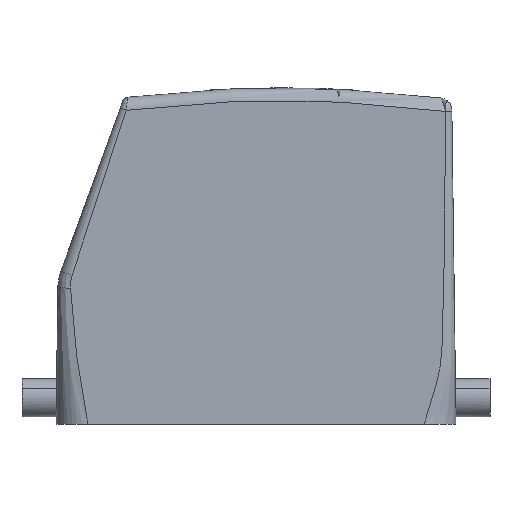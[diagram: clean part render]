
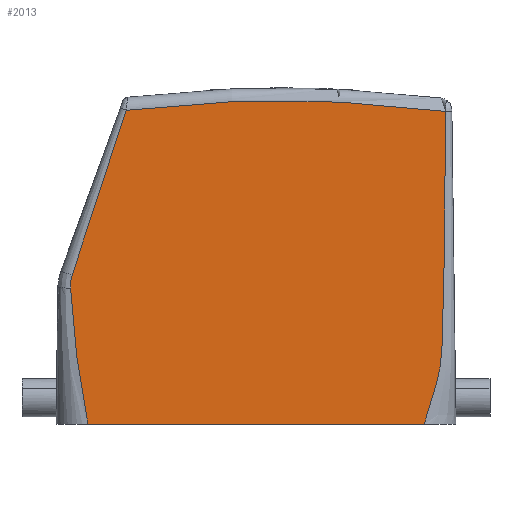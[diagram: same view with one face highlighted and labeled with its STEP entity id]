
A CAD part, left-side view. The second image highlights one B-rep face of the part: STEP entity #2013.
In plain terms, the highlighted planar face has unit normal (-1, 0, 0).
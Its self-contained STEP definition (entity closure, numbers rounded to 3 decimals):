
#1944=AXIS2_PLACEMENT_3D('Plane Axis2P3D',#1941,#1942,#1943) ;
#1948=AXIS2_PLACEMENT_3D('Circle Axis2P3D',#1946,#1947,$) ;
#889=CARTESIAN_POINT('Vertex',(0.,15.471,0.)) ;
#894=CARTESIAN_POINT('Line Origine',(0.,54.994,0.)) ;
#898=CARTESIAN_POINT('Vertex',(0.,94.516,0.)) ;
#1890=CARTESIAN_POINT('Vertex',(0.,10.46,73.489)) ;
#1894=CARTESIAN_POINT('Control Point',(0.,10.46,73.489)) ;
#1895=CARTESIAN_POINT('Control Point',(0.,10.458,73.057)) ;
#1896=CARTESIAN_POINT('Control Point',(0.,10.457,72.62)) ;
#1897=CARTESIAN_POINT('Control Point',(0.,10.456,72.19)) ;
#1898=CARTESIAN_POINT('Control Point',(0.,10.452,70.79)) ;
#1899=CARTESIAN_POINT('Control Point',(0.,10.449,69.397)) ;
#1900=CARTESIAN_POINT('Control Point',(0.,10.449,68.43)) ;
#1901=CARTESIAN_POINT('Control Point',(0.,10.449,66.502)) ;
#1902=CARTESIAN_POINT('Control Point',(0.,10.452,64.574)) ;
#1903=CARTESIAN_POINT('Control Point',(0.,10.455,63.609)) ;
#1904=CARTESIAN_POINT('Control Point',(0.,10.468,60.284)) ;
#1905=CARTESIAN_POINT('Control Point',(0.,10.491,56.958)) ;
#1906=CARTESIAN_POINT('Control Point',(0.,10.513,54.596)) ;
#1907=CARTESIAN_POINT('Control Point',(0.,10.567,49.872)) ;
#1908=CARTESIAN_POINT('Control Point',(0.,10.636,45.15)) ;
#1909=CARTESIAN_POINT('Control Point',(0.,10.674,42.79)) ;
#1910=CARTESIAN_POINT('Control Point',(0.,10.757,38.071)) ;
#1911=CARTESIAN_POINT('Control Point',(0.,10.852,33.356)) ;
#1912=CARTESIAN_POINT('Control Point',(0.,10.904,31.)) ;
#1913=CARTESIAN_POINT('Control Point',(0.,10.983,27.612)) ;
#1914=CARTESIAN_POINT('Control Point',(0.,11.077,24.224)) ;
#1915=CARTESIAN_POINT('Control Point',(0.,11.107,23.192)) ;
#1916=CARTESIAN_POINT('Control Point',(0.,11.155,21.643)) ;
#1917=CARTESIAN_POINT('Control Point',(0.,11.207,20.095)) ;
#1918=CARTESIAN_POINT('Control Point',(0.,11.225,19.579)) ;
#1919=CARTESIAN_POINT('Control Point',(0.,11.292,17.624)) ;
#1920=CARTESIAN_POINT('Control Point',(0.,11.387,15.67)) ;
#1921=CARTESIAN_POINT('Control Point',(0.,11.547,14.234)) ;
#1922=CARTESIAN_POINT('Control Point',(0.,12.016,11.522)) ;
#1923=CARTESIAN_POINT('Control Point',(0.,12.733,8.846)) ;
#1924=CARTESIAN_POINT('Control Point',(0.,13.116,7.583)) ;
#1925=CARTESIAN_POINT('Control Point',(0.,13.705,5.721)) ;
#1926=CARTESIAN_POINT('Control Point',(0.,14.298,3.859)) ;
#1927=CARTESIAN_POINT('Control Point',(0.,14.489,3.253)) ;
#1928=CARTESIAN_POINT('Control Point',(0.,14.806,2.237)) ;
#1929=CARTESIAN_POINT('Control Point',(0.,15.113,1.219)) ;
#1930=CARTESIAN_POINT('Control Point',(0.,15.233,0.813)) ;
#1931=CARTESIAN_POINT('Control Point',(0.,15.352,0.408)) ;
#1932=CARTESIAN_POINT('Control Point',(0.,15.471,0.)) ;
#1941=CARTESIAN_POINT('Axis2P3D Location',(0.,-9.985,-37.458)) ;
#1946=CARTESIAN_POINT('Axis2P3D Location',(0.,49.,-221.)) ;
#1950=CARTESIAN_POINT('Vertex',(0.,85.52,73.746)) ;
#1954=CARTESIAN_POINT('Control Point',(0.,85.52,73.746)) ;
#1955=CARTESIAN_POINT('Control Point',(0.,85.585,73.558)) ;
#1956=CARTESIAN_POINT('Control Point',(0.,85.649,73.369)) ;
#1957=CARTESIAN_POINT('Control Point',(0.,85.714,73.18)) ;
#1958=CARTESIAN_POINT('Control Point',(0.,87.288,68.58)) ;
#1959=CARTESIAN_POINT('Control Point',(0.,88.853,63.971)) ;
#1960=CARTESIAN_POINT('Control Point',(0.,90.329,59.537)) ;
#1961=CARTESIAN_POINT('Control Point',(0.,92.298,53.548)) ;
#1962=CARTESIAN_POINT('Control Point',(0.,94.238,47.556)) ;
#1963=CARTESIAN_POINT('Control Point',(0.,94.739,46.003)) ;
#1964=CARTESIAN_POINT('Control Point',(0.,95.624,43.249)) ;
#1965=CARTESIAN_POINT('Control Point',(0.,96.502,40.495)) ;
#1966=CARTESIAN_POINT('Control Point',(0.,96.869,39.338)) ;
#1967=CARTESIAN_POINT('Control Point',(0.,97.371,37.748)) ;
#1968=CARTESIAN_POINT('Control Point',(0.,97.868,36.158)) ;
#1969=CARTESIAN_POINT('Control Point',(0.,97.99,35.769)) ;
#1970=CARTESIAN_POINT('Control Point',(0.,98.111,35.38)) ;
#1971=CARTESIAN_POINT('Control Point',(0.,98.231,34.991)) ;
#1972=CARTESIAN_POINT('Vertex',(0.,98.231,34.991)) ;
#1976=CARTESIAN_POINT('Control Point',(0.,98.231,34.991)) ;
#1977=CARTESIAN_POINT('Control Point',(0.,98.405,34.402)) ;
#1978=CARTESIAN_POINT('Control Point',(0.,98.529,33.797)) ;
#1979=CARTESIAN_POINT('Control Point',(0.,98.601,33.184)) ;
#1980=CARTESIAN_POINT('Control Point',(0.,98.618,32.568)) ;
#1981=CARTESIAN_POINT('Control Point',(0.,98.581,31.961)) ;
#1982=CARTESIAN_POINT('Vertex',(0.,98.581,31.961)) ;
#1986=CARTESIAN_POINT('Control Point',(0.,98.581,31.961)) ;
#1987=CARTESIAN_POINT('Control Point',(0.,98.438,28.549)) ;
#1988=CARTESIAN_POINT('Control Point',(0.,98.265,25.135)) ;
#1989=CARTESIAN_POINT('Control Point',(0.,97.933,21.715)) ;
#1990=CARTESIAN_POINT('Control Point',(0.,97.251,16.559)) ;
#1991=CARTESIAN_POINT('Control Point',(0.,96.417,11.42)) ;
#1992=CARTESIAN_POINT('Control Point',(0.,96.121,9.664)) ;
#1993=CARTESIAN_POINT('Control Point',(0.,95.72,7.298)) ;
#1994=CARTESIAN_POINT('Control Point',(0.,95.323,4.931)) ;
#1995=CARTESIAN_POINT('Control Point',(0.,95.22,4.315)) ;
#1996=CARTESIAN_POINT('Control Point',(0.,95.067,3.391)) ;
#1997=CARTESIAN_POINT('Control Point',(0.,94.915,2.466)) ;
#1998=CARTESIAN_POINT('Control Point',(0.,94.865,2.158)) ;
#1999=CARTESIAN_POINT('Control Point',(0.,94.764,1.541)) ;
#2000=CARTESIAN_POINT('Control Point',(0.,94.665,0.925)) ;
#2001=CARTESIAN_POINT('Control Point',(0.,94.615,0.617)) ;
#2002=CARTESIAN_POINT('Control Point',(0.,94.566,0.308)) ;
#2003=CARTESIAN_POINT('Control Point',(0.,94.516,0.)) ;
#895=DIRECTION('Vector Direction',(0.,-1.,0.)) ;
#1942=DIRECTION('Axis2P3D Direction',(-1.,0.,0.)) ;
#1943=DIRECTION('Axis2P3D XDirection',(0.,-0.317,0.949)) ;
#1947=DIRECTION('Axis2P3D Direction',(-1.,0.,0.)) ;
#896=VECTOR('Line Direction',#895,1.) ;
#2006=ORIENTED_EDGE('',*,*,#1952,.T.) ;
#2007=ORIENTED_EDGE('',*,*,#1974,.F.) ;
#2008=ORIENTED_EDGE('',*,*,#1984,.F.) ;
#2009=ORIENTED_EDGE('',*,*,#2004,.F.) ;
#2010=ORIENTED_EDGE('',*,*,#900,.T.) ;
#2011=ORIENTED_EDGE('',*,*,#1933,.T.) ;
#2013=ADVANCED_FACE('Hood',(#2012),#1945,.T.) ;
#1893=B_SPLINE_CURVE_WITH_KNOTS('',5,(#1894,#1895,#1896,#1897,#1898,#1899,#1900,#1901,#1902,#1903,#1904,#1905,#1906,#1907,#1908,#1909,#1910,#1911,#1912,#1913,#1914,#1915,#1916,#1917,#1918,#1919,#1920,#1921,#1922,#1923,#1924,#1925,#1926,#1927,#1928,#1929,#1930,#1931,#1932),.UNSPECIFIED.,.F.,.U.,(6,3,3,3,3,3,3,3,3,3,3,3,6),(8.236,10.397,15.205,20.013,31.789,43.566,55.342,60.507,63.09,70.288,76.773,79.902,82.016),.UNSPECIFIED.) ;
#1953=B_SPLINE_CURVE_WITH_KNOTS('',5,(#1954,#1955,#1956,#1957,#1958,#1959,#1960,#1961,#1962,#1963,#1964,#1965,#1966,#1967,#1968,#1969,#1970,#1971),.UNSPECIFIED.,.F.,.U.,(6,3,3,3,3,6),(0.,1.414,34.405,45.942,54.86,57.747),.UNSPECIFIED.) ;
#1975=B_SPLINE_CURVE_WITH_KNOTS('',5,(#1976,#1977,#1978,#1979,#1980,#1981),.UNSPECIFIED.,.F.,.U.,(6,6),(0.,4.342),.UNSPECIFIED.) ;
#1985=B_SPLINE_CURVE_WITH_KNOTS('',5,(#1986,#1987,#1988,#1989,#1990,#1991,#1992,#1993,#1994,#1995,#1996,#1997,#1998,#1999,#2000,#2001,#2002,#2003),.UNSPECIFIED.,.F.,.U.,(6,3,3,3,3,6),(0.,24.247,36.778,41.186,43.39,45.594),.UNSPECIFIED.) ;
#1949=CIRCLE('generated circle',#1948,297.) ;
#900=EDGE_CURVE('',#899,#890,#897,.T.) ;
#1933=EDGE_CURVE('',#890,#1891,#1893,.F.) ;
#1952=EDGE_CURVE('',#1891,#1951,#1949,.T.) ;
#1974=EDGE_CURVE('',#1973,#1951,#1953,.F.) ;
#1984=EDGE_CURVE('',#1983,#1973,#1975,.F.) ;
#2004=EDGE_CURVE('',#899,#1983,#1985,.F.) ;
#2005=EDGE_LOOP('',(#2006,#2007,#2008,#2009,#2010,#2011)) ;
#2012=FACE_OUTER_BOUND('',#2005,.T.) ;
#897=LINE('Line',#894,#896) ;
#1945=PLANE('',#1944) ;
#890=VERTEX_POINT('',#889) ;
#899=VERTEX_POINT('',#898) ;
#1891=VERTEX_POINT('',#1890) ;
#1951=VERTEX_POINT('',#1950) ;
#1973=VERTEX_POINT('',#1972) ;
#1983=VERTEX_POINT('',#1982) ;
